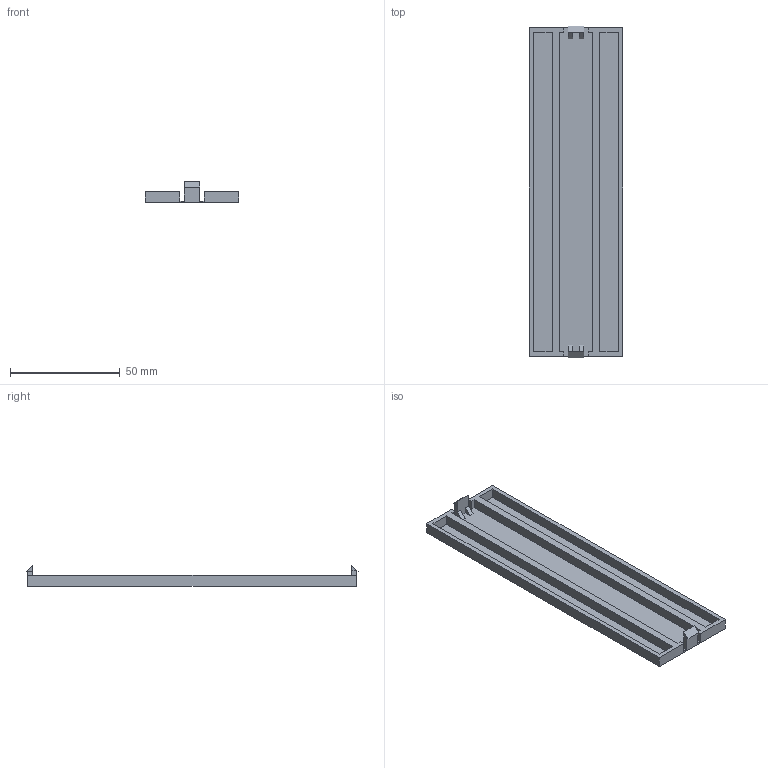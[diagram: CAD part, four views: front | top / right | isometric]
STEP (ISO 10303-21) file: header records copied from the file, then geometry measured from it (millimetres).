
FILE_DESCRIPTION(('FreeCAD Model'),'2;1');
FILE_NAME('plastic_part_PcBox.step','2016-06-04T21:17:51',('FreeCAD'),( 'FreeCAD'),'Open CASCADE STEP processor 6.7','FreeCAD','Unknown');
FILE_SCHEMA(('AUTOMOTIVE_DESIGN_CC2 { 1 2 10303 214 -1 1 5 4 }'));
Length unit declared in the file: millimetre
Products named in the file (1): PcBox_Part
Bounding box: 42.7 x 151.59 x 9.5 mm (x, y, z)
Volume: 10770.6 mm3; surface area: 19266.4 mm2
Topology: 1 solids, 1 shells, 56 faces, 154 edges, 102 vertices
Faces by surface type: plane 56
Entity records: 4105 total; most frequent: CARTESIAN_POINT 665, DIRECTION 532, LINE 418, VECTOR 418, ORIENTED_EDGE 308, PCURVE 308, DEFINITIONAL_REPRESENTATION 308, EDGE_CURVE 154
